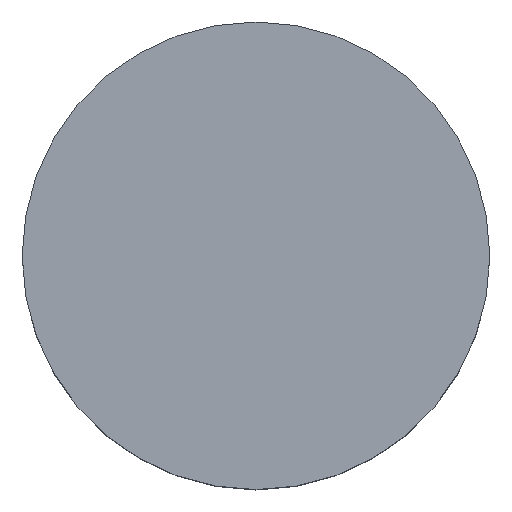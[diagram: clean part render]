
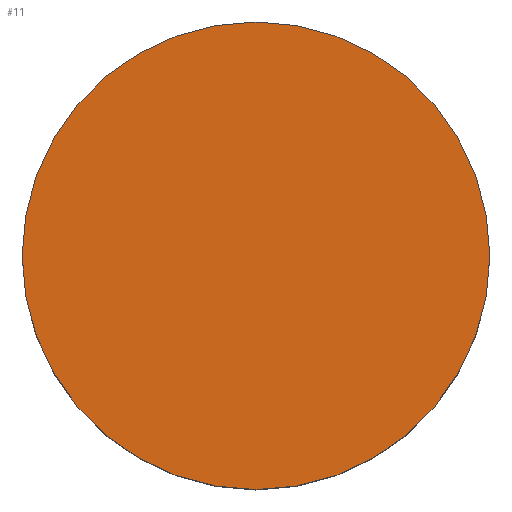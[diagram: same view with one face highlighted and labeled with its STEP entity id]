
A CAD part, top view. The second image highlights one B-rep face of the part: STEP entity #11.
In plain terms, the highlighted planar face has unit normal (0, 0, 1).
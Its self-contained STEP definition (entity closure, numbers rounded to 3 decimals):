
#1 = AXIS2_PLACEMENT_3D ( 'NONE', #62, #125, #42 ) ;
#3 = VERTEX_POINT ( 'NONE', #25 ) ;
#11 = ADVANCED_FACE ( 'NONE', ( #122 ), #57, .T. ) ;
#25 = CARTESIAN_POINT ( 'NONE',  ( 575., 0., 550. ) ) ;
#36 = EDGE_LOOP ( 'NONE', ( #130, #49 ) ) ;
#42 = DIRECTION ( 'NONE',  ( 1., 0., 0. ) ) ;
#43 = DIRECTION ( 'NONE',  ( 0., 0., 1. ) ) ;
#49 = ORIENTED_EDGE ( 'NONE', *, *, #118, .T. ) ;
#57 = PLANE ( 'NONE',  #121 ) ;
#62 = CARTESIAN_POINT ( 'NONE',  ( 0., 0., 550. ) ) ;
#66 = CIRCLE ( 'NONE', #1, 575. ) ;
#79 = VERTEX_POINT ( 'NONE', #91 ) ;
#81 = DIRECTION ( 'NONE',  ( 1., 0., 0. ) ) ;
#87 = DIRECTION ( 'NONE',  ( 1., 0., 0. ) ) ;
#90 = CARTESIAN_POINT ( 'NONE',  ( 0., 0., 550. ) ) ;
#91 = CARTESIAN_POINT ( 'NONE',  ( -575., 0., 550. ) ) ;
#103 = CARTESIAN_POINT ( 'NONE',  ( 0., 0., 550. ) ) ;
#107 = EDGE_CURVE ( 'NONE', #79, #3, #110, .T. ) ;
#110 = CIRCLE ( 'NONE', #137, 575. ) ;
#118 = EDGE_CURVE ( 'NONE', #3, #79, #66, .T. ) ;
#121 = AXIS2_PLACEMENT_3D ( 'NONE', #90, #131, #81 ) ;
#122 = FACE_OUTER_BOUND ( 'NONE', #36, .T. ) ;
#125 = DIRECTION ( 'NONE',  ( 0., 0., 1. ) ) ;
#130 = ORIENTED_EDGE ( 'NONE', *, *, #107, .T. ) ;
#131 = DIRECTION ( 'NONE',  ( 0., 0., 1. ) ) ;
#137 = AXIS2_PLACEMENT_3D ( 'NONE', #103, #43, #87 ) ;
